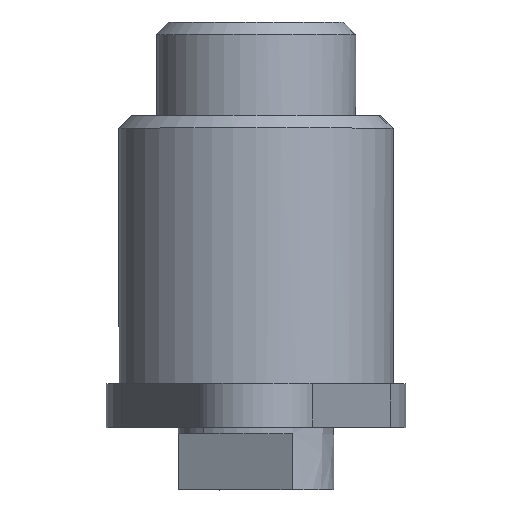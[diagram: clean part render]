
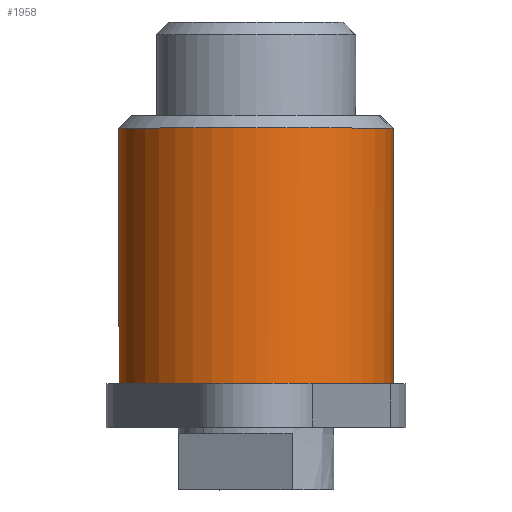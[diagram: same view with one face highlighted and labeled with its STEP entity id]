
A CAD part, top view. The second image highlights one B-rep face of the part: STEP entity #1958.
In plain terms, the highlighted free-form (B-spline) face has degree [2, 1] with [9, 2] control points.
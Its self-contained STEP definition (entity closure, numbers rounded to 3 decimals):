
#1557=CARTESIAN_POINT('',(10.814,20.5,2.014));
#1558=VERTEX_POINT('',#1557);
#1559=CARTESIAN_POINT('',(0.,20.5,11.));
#1560=VERTEX_POINT('',#1559);
#1561=CARTESIAN_POINT('',(10.814,20.5,2.014));
#1562=CARTESIAN_POINT('',(9.14,20.5,11.));
#1563=CARTESIAN_POINT('',(0.,20.5,11.));
#1571=(BOUNDED_CURVE()B_SPLINE_CURVE(2,(#1561,#1562,#1563),.UNSPECIFIED.,.F.,.U.)B_SPLINE_CURVE_WITH_KNOTS((3,3),(0.281,0.5),.UNSPECIFIED.)CURVE()GEOMETRIC_REPRESENTATION_ITEM()RATIONAL_B_SPLINE_CURVE((0.936,0.744,1.0))REPRESENTATION_ITEM(''));
#1572=EDGE_CURVE('',#1558,#1560,#1571,.T.);
#1620=CARTESIAN_POINT('',(-10.98,20.5,0.672));
#1621=VERTEX_POINT('',#1620);
#1637=CARTESIAN_POINT('',(0.,20.5,11.));
#1638=CARTESIAN_POINT('',(-10.348,20.5,11.));
#1639=CARTESIAN_POINT('',(-10.98,20.5,0.672));
#1647=(BOUNDED_CURVE()B_SPLINE_CURVE(2,(#1637,#1638,#1639),.UNSPECIFIED.,.F.,.U.)B_SPLINE_CURVE_WITH_KNOTS((3,3),(0.5,0.739),.UNSPECIFIED.)CURVE()GEOMETRIC_REPRESENTATION_ITEM()RATIONAL_B_SPLINE_CURVE((1.0,0.72,0.976))REPRESENTATION_ITEM(''));
#1648=EDGE_CURVE('',#1560,#1621,#1647,.T.);
#1675=CARTESIAN_POINT('',(10.923,20.5,-1.298));
#1676=VERTEX_POINT('',#1675);
#1677=CARTESIAN_POINT('',(10.923,20.5,-1.298));
#1678=CARTESIAN_POINT('',(11.,20.5,-0.651));
#1679=CARTESIAN_POINT('',(11.,20.5,0.));
#1680=CARTESIAN_POINT('',(11.,20.5,1.016));
#1681=CARTESIAN_POINT('',(10.814,20.5,2.014));
#1689=(BOUNDED_CURVE()B_SPLINE_CURVE(2,(#1677,#1678,#1679,#1680,#1681),.UNSPECIFIED.,.F.,.U.)B_SPLINE_CURVE_WITH_KNOTS((3,2,3),(0.23,0.25,0.281),.UNSPECIFIED.)CURVE()GEOMETRIC_REPRESENTATION_ITEM()RATIONAL_B_SPLINE_CURVE((0.956,0.976,1.0,0.963,0.936))REPRESENTATION_ITEM(''));
#1690=EDGE_CURVE('',#1676,#1558,#1689,.T.);
#1883=CARTESIAN_POINT('',(10.904,21.013,-1.46));
#1884=CARTESIAN_POINT('',(10.913,21.013,-1.379));
#1885=CARTESIAN_POINT('',(10.96,21.013,-0.986));
#1886=CARTESIAN_POINT('',(10.979,21.012,-0.672));
#1887=CARTESIAN_POINT('',(11.651,21.012,10.308));
#1888=CARTESIAN_POINT('',(0.672,21.012,10.979));
#1889=CARTESIAN_POINT('',(-10.308,21.012,11.651));
#1890=CARTESIAN_POINT('',(-10.984,21.012,0.593));
#1891=CARTESIAN_POINT('',(-10.989,21.012,0.514));
#1892=CARTESIAN_POINT('',(10.904,-0.525,-1.46));
#1893=CARTESIAN_POINT('',(10.913,-0.525,-1.379));
#1894=CARTESIAN_POINT('',(10.96,-0.525,-0.986));
#1895=CARTESIAN_POINT('',(10.979,-0.525,-0.672));
#1896=CARTESIAN_POINT('',(11.651,-0.525,10.308));
#1897=CARTESIAN_POINT('',(0.672,-0.525,10.979));
#1898=CARTESIAN_POINT('',(-10.308,-0.525,11.651));
#1899=CARTESIAN_POINT('',(-10.984,-0.525,0.593));
#1900=CARTESIAN_POINT('',(-10.989,-0.525,0.514));
#1908=(BOUNDED_SURFACE()B_SPLINE_SURFACE(2,1,((#1883,#1892),(#1884,#1893),(#1885,#1894),(#1886,#1895),(#1887,#1896),(#1888,#1897),(#1889,#1898),(#1890,#1899),(#1891,#1900)),.UNSPECIFIED.,.F.,.F.,.U.)B_SPLINE_SURFACE_WITH_KNOTS((3,1,2,2,1,3),(2,2),(0.0,0.186,0.915,19.14,37.366,37.552),(0.0,21.538),.UNSPECIFIED.)GEOMETRIC_REPRESENTATION_ITEM()RATIONAL_B_SPLINE_SURFACE(((0.972,0.972),(0.975,0.975),(0.988,0.988),(1.0,1.0),(0.707,0.707),(1.0,1.0),(0.707,0.707),(1.003,1.003),(1.006,1.006)))REPRESENTATION_ITEM('')SURFACE());
#1909=CARTESIAN_POINT('',(10.923,0.,-1.298));
#1910=VERTEX_POINT('',#1909);
#1911=CARTESIAN_POINT('',(0.,0.0,11.));
#1912=VERTEX_POINT('',#1911);
#1913=CARTESIAN_POINT('',(10.923,0.,-1.298));
#1914=CARTESIAN_POINT('',(11.,0.0,-0.651));
#1915=CARTESIAN_POINT('',(11.,0.0,0.));
#1916=CARTESIAN_POINT('',(11.,0.0,11.));
#1917=CARTESIAN_POINT('',(0.,0.0,11.));
#1925=(BOUNDED_CURVE()B_SPLINE_CURVE(2,(#1913,#1914,#1915,#1916,#1917),.UNSPECIFIED.,.F.,.U.)B_SPLINE_CURVE_WITH_KNOTS((3,2,3),(0.73,0.75,1.0),.UNSPECIFIED.)CURVE()GEOMETRIC_REPRESENTATION_ITEM()RATIONAL_B_SPLINE_CURVE((0.956,0.976,1.0,0.707,1.0))REPRESENTATION_ITEM(''));
#1926=EDGE_CURVE('',#1910,#1912,#1925,.T.);
#1927=ORIENTED_EDGE('',*,*,#1926,.F.);
#1928=CARTESIAN_POINT('',(10.923,20.5,-1.298));
#1929=CARTESIAN_POINT('',(10.923,0.,-1.298));
#1930=QUASI_UNIFORM_CURVE('',1,(#1928,#1929),.UNSPECIFIED.,.F.,.U.);
#1931=EDGE_CURVE('',#1676,#1910,#1930,.T.);
#1932=ORIENTED_EDGE('',*,*,#1931,.F.);
#1933=ORIENTED_EDGE('',*,*,#1690,.T.);
#1934=ORIENTED_EDGE('',*,*,#1572,.T.);
#1935=ORIENTED_EDGE('',*,*,#1648,.T.);
#1936=CARTESIAN_POINT('',(-10.98,0.,0.672));
#1937=VERTEX_POINT('',#1936);
#1938=CARTESIAN_POINT('',(-10.98,20.5,0.672));
#1939=CARTESIAN_POINT('',(-10.98,0.,0.672));
#1940=QUASI_UNIFORM_CURVE('',1,(#1938,#1939),.UNSPECIFIED.,.F.,.U.);
#1941=EDGE_CURVE('',#1621,#1937,#1940,.T.);
#1942=ORIENTED_EDGE('',*,*,#1941,.T.);
#1943=CARTESIAN_POINT('',(0.,0.0,11.));
#1944=CARTESIAN_POINT('',(-10.348,0.0,11.));
#1945=CARTESIAN_POINT('',(-10.98,0.,0.672));
#1953=(BOUNDED_CURVE()B_SPLINE_CURVE(2,(#1943,#1944,#1945),.UNSPECIFIED.,.F.,.U.)B_SPLINE_CURVE_WITH_KNOTS((3,3),(0.0,0.239),.UNSPECIFIED.)CURVE()GEOMETRIC_REPRESENTATION_ITEM()RATIONAL_B_SPLINE_CURVE((1.0,0.72,0.976))REPRESENTATION_ITEM(''));
#1954=EDGE_CURVE('',#1912,#1937,#1953,.T.);
#1955=ORIENTED_EDGE('',*,*,#1954,.F.);
#1956=EDGE_LOOP('',(#1927,#1932,#1933,#1934,#1935,#1942,#1955));
#1957=FACE_OUTER_BOUND('',#1956,.T.);
#1958=ADVANCED_FACE('',(#1957),#1908,.T.);
